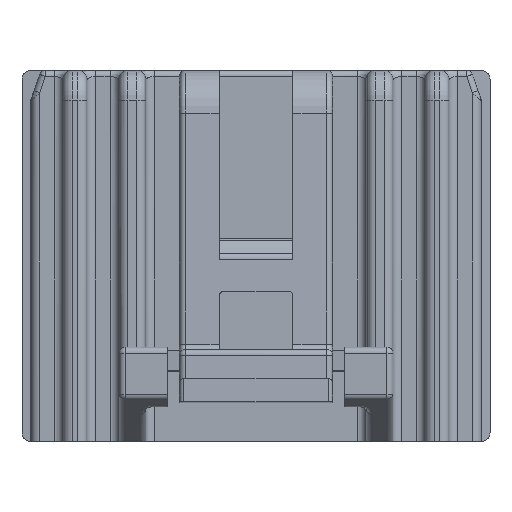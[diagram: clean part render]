
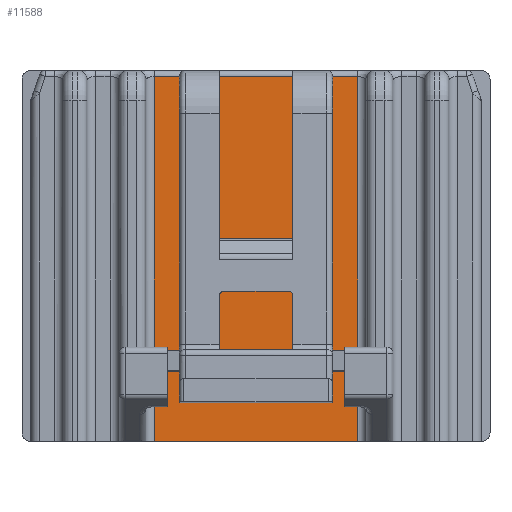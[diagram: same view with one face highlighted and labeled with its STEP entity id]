
A CAD part, front view. The second image highlights one B-rep face of the part: STEP entity #11588.
In plain terms, the highlighted planar face has unit normal (0, -1, 0).
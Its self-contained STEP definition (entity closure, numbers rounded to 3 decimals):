
#227=DIRECTION('',(1.,0.,0.));
#228=VECTOR('',#227,6.9);
#229=CARTESIAN_POINT('',(-3.45,-1.15,0.));
#230=LINE('',#229,#228);
#552=DIRECTION('',(0.,0.,1.));
#553=VECTOR('',#552,12.4);
#554=CARTESIAN_POINT('',(3.45,-1.15,0.));
#555=LINE('',#554,#553);
#586=DIRECTION('',(0.,0.,-1.));
#587=VECTOR('',#586,2.7);
#588=CARTESIAN_POINT('',(-2.6,-1.15,12.4));
#589=LINE('',#588,#587);
#590=DIRECTION('',(1.,0.,0.));
#591=VECTOR('',#590,0.8);
#592=CARTESIAN_POINT('',(-2.6,-1.15,9.7));
#593=LINE('',#592,#591);
#594=DIRECTION('',(0.,0.,1.));
#595=VECTOR('',#594,1.9);
#596=CARTESIAN_POINT('',(-1.8,-1.15,9.7));
#597=LINE('',#596,#595);
#598=DIRECTION('',(0.,0.,1.));
#599=VECTOR('',#598,0.8);
#600=CARTESIAN_POINT('',(-1.25,-1.15,11.6));
#601=LINE('',#600,#599);
#602=DIRECTION('',(0.,0.,-1.));
#603=VECTOR('',#602,1.9);
#604=CARTESIAN_POINT('',(1.8,-1.15,11.6));
#605=LINE('',#604,#603);
#606=DIRECTION('',(1.,0.,0.));
#607=VECTOR('',#606,0.8);
#608=CARTESIAN_POINT('',(1.8,-1.15,9.7));
#609=LINE('',#608,#607);
#610=DIRECTION('',(0.,0.,1.));
#611=VECTOR('',#610,2.7);
#612=CARTESIAN_POINT('',(2.6,-1.15,9.7));
#613=LINE('',#612,#611);
#938=DIRECTION('',(-1.,0.,0.));
#939=VECTOR('',#938,0.55);
#940=CARTESIAN_POINT('',(1.8,-1.15,11.6));
#941=LINE('',#940,#939);
#974=DIRECTION('',(0.,0.,1.));
#975=VECTOR('',#974,0.8);
#976=CARTESIAN_POINT('',(1.25,-1.15,11.6));
#977=LINE('',#976,#975);
#1571=DIRECTION('',(-1.,0.,0.));
#1572=VECTOR('',#1571,0.85);
#1573=CARTESIAN_POINT('',(3.45,-1.15,12.4));
#1574=LINE('',#1573,#1572);
#1758=DIRECTION('',(-1.,0.,0.));
#1759=VECTOR('',#1758,2.5);
#1760=CARTESIAN_POINT('',(1.25,-1.15,12.4));
#1761=LINE('',#1760,#1759);
#1919=DIRECTION('',(-1.,0.,0.));
#1920=VECTOR('',#1919,0.85);
#1921=CARTESIAN_POINT('',(-2.6,-1.15,12.4));
#1922=LINE('',#1921,#1920);
#1973=DIRECTION('',(0.,0.,-1.));
#1974=VECTOR('',#1973,12.4);
#1975=CARTESIAN_POINT('',(-3.45,-1.15,12.4));
#1976=LINE('',#1975,#1974);
#7897=DIRECTION('',(-1.,0.,0.));
#7898=VECTOR('',#7897,0.55);
#7899=CARTESIAN_POINT('',(-1.25,-1.15,11.6));
#7900=LINE('',#7899,#7898);
#8543=CARTESIAN_POINT('',(-3.45,-1.15,0.));
#8544=VERTEX_POINT('',#8543);
#8545=CARTESIAN_POINT('',(3.45,-1.15,0.));
#8546=VERTEX_POINT('',#8545);
#8775=CARTESIAN_POINT('',(-2.6,-1.15,12.4));
#8776=CARTESIAN_POINT('',(-2.6,-1.15,9.7));
#8777=VERTEX_POINT('',#8775);
#8778=VERTEX_POINT('',#8776);
#8779=CARTESIAN_POINT('',(-1.8,-1.15,9.7));
#8780=VERTEX_POINT('',#8779);
#8781=CARTESIAN_POINT('',(-1.8,-1.15,11.6));
#8782=VERTEX_POINT('',#8781);
#8783=CARTESIAN_POINT('',(-1.25,-1.15,11.6));
#8784=VERTEX_POINT('',#8783);
#8785=CARTESIAN_POINT('',(-1.25,-1.15,12.4));
#8786=VERTEX_POINT('',#8785);
#8787=CARTESIAN_POINT('',(1.25,-1.15,12.4));
#8788=VERTEX_POINT('',#8787);
#8789=CARTESIAN_POINT('',(1.25,-1.15,11.6));
#8790=VERTEX_POINT('',#8789);
#8791=CARTESIAN_POINT('',(1.8,-1.15,11.6));
#8792=VERTEX_POINT('',#8791);
#8793=CARTESIAN_POINT('',(1.8,-1.15,9.7));
#8794=VERTEX_POINT('',#8793);
#8795=CARTESIAN_POINT('',(2.6,-1.15,9.7));
#8796=VERTEX_POINT('',#8795);
#8797=CARTESIAN_POINT('',(2.6,-1.15,12.4));
#8798=VERTEX_POINT('',#8797);
#8799=CARTESIAN_POINT('',(3.45,-1.15,12.4));
#8800=VERTEX_POINT('',#8799);
#8801=CARTESIAN_POINT('',(-3.45,-1.15,12.4));
#8802=VERTEX_POINT('',#8801);
#11551=CARTESIAN_POINT('',(-7.35,-1.15,0.));
#11552=DIRECTION('',(0.,-1.,0.));
#11553=DIRECTION('',(1.,0.,0.));
#11554=AXIS2_PLACEMENT_3D('',#11551,#11552,#11553);
#11555=PLANE('',#11554);
#11557=ORIENTED_EDGE('',*,*,#11556,.T.);
#11559=ORIENTED_EDGE('',*,*,#11558,.T.);
#11561=ORIENTED_EDGE('',*,*,#11560,.T.);
#11563=ORIENTED_EDGE('',*,*,#11562,.F.);
#11565=ORIENTED_EDGE('',*,*,#11564,.T.);
#11567=ORIENTED_EDGE('',*,*,#11566,.F.);
#11569=ORIENTED_EDGE('',*,*,#11568,.F.);
#11571=ORIENTED_EDGE('',*,*,#11570,.F.);
#11573=ORIENTED_EDGE('',*,*,#11572,.T.);
#11575=ORIENTED_EDGE('',*,*,#11574,.T.);
#11577=ORIENTED_EDGE('',*,*,#11576,.T.);
#11579=ORIENTED_EDGE('',*,*,#11578,.F.);
#11580=ORIENTED_EDGE('',*,*,#11542,.F.);
#11581=ORIENTED_EDGE('',*,*,#10948,.F.);
#11583=ORIENTED_EDGE('',*,*,#11582,.F.);
#11585=ORIENTED_EDGE('',*,*,#11584,.F.);
#11586=EDGE_LOOP('',(#11557,#11559,#11561,#11563,#11565,#11567,#11569,#11571,
#11573,#11575,#11577,#11579,#11580,#11581,#11583,#11585));
#11587=FACE_OUTER_BOUND('',#11586,.F.);
#11588=ADVANCED_FACE('',(#11587),#11555,.T.);
#10948=EDGE_CURVE('',#8544,#8546,#230,.T.);
#11542=EDGE_CURVE('',#8546,#8800,#555,.T.);
#11556=EDGE_CURVE('',#8777,#8778,#589,.T.);
#11558=EDGE_CURVE('',#8778,#8780,#593,.T.);
#11560=EDGE_CURVE('',#8780,#8782,#597,.T.);
#11562=EDGE_CURVE('',#8784,#8782,#7900,.T.);
#11564=EDGE_CURVE('',#8784,#8786,#601,.T.);
#11566=EDGE_CURVE('',#8788,#8786,#1761,.T.);
#11568=EDGE_CURVE('',#8790,#8788,#977,.T.);
#11570=EDGE_CURVE('',#8792,#8790,#941,.T.);
#11572=EDGE_CURVE('',#8792,#8794,#605,.T.);
#11574=EDGE_CURVE('',#8794,#8796,#609,.T.);
#11576=EDGE_CURVE('',#8796,#8798,#613,.T.);
#11578=EDGE_CURVE('',#8800,#8798,#1574,.T.);
#11582=EDGE_CURVE('',#8802,#8544,#1976,.T.);
#11584=EDGE_CURVE('',#8777,#8802,#1922,.T.);
